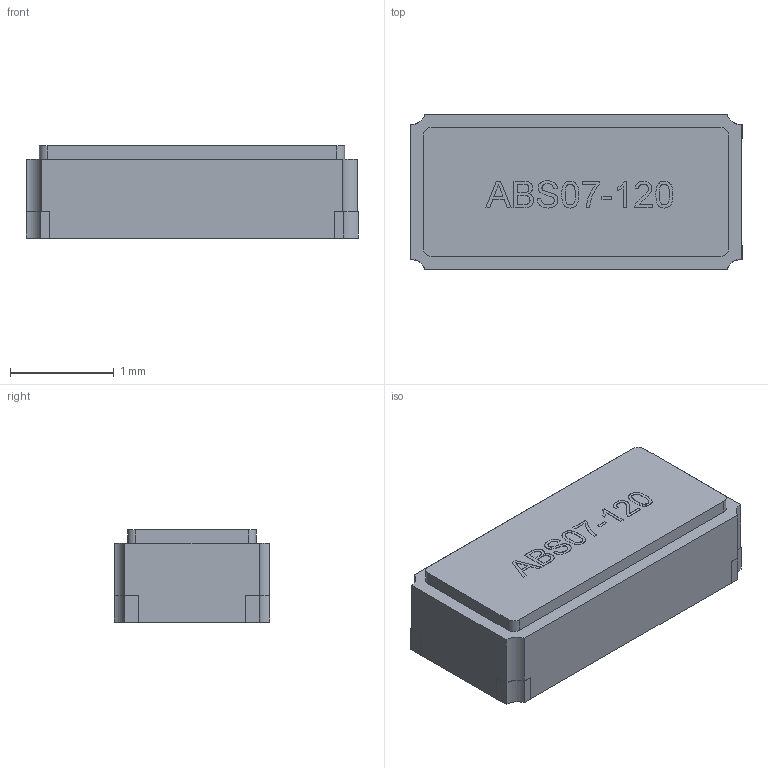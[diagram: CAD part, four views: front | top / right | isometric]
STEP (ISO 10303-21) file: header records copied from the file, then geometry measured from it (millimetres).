
FILE_DESCRIPTION(('FreeCAD Model'),'2;1');
FILE_NAME('ABS07-120.step','2017-07-25T16:39:31',( 'kicad StepUp'),('ksu MCAD'),'Open CASCADE STEP processor 6.8', 'FreeCAD','Unknown');
FILE_SCHEMA(('AUTOMOTIVE_DESIGN_CC2 { 1 2 10303 214 -1 1 5 4 }'));
Length unit declared in the file: millimetre
Products named in the file (2): ASSEMBLY; ABS07-120
Assembly tree (1 placements, depth 2):
  ASSEMBLY
    ABS07-120
Bounding box: 3.21 x 1.5 x 0.89 mm (x, y, z)
Volume: 4.1 mm3; surface area: 17.6 mm2
Topology: 1 solids, 1 shells, 172 faces, 465 edges, 310 vertices
Faces by surface type: plane 98, bspline 60, cylinder 14
Entity records: 9850 total; most frequent: CARTESIAN_POINT 4665, ORIENTED_EDGE 930, DIRECTION 601, EDGE_CURVE 465, LINE 317, VECTOR 317, VERTEX_POINT 310, FACE_BOUND 187
